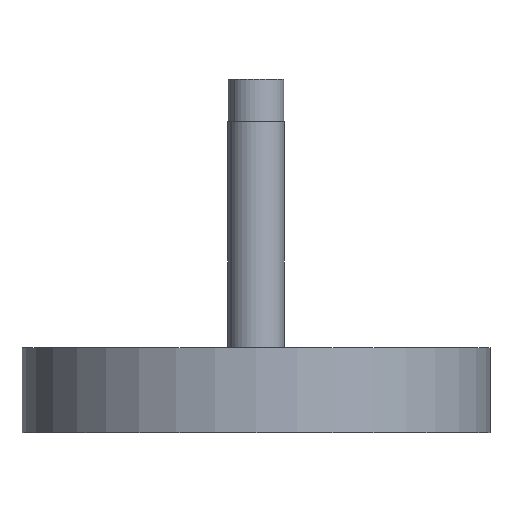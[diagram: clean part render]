
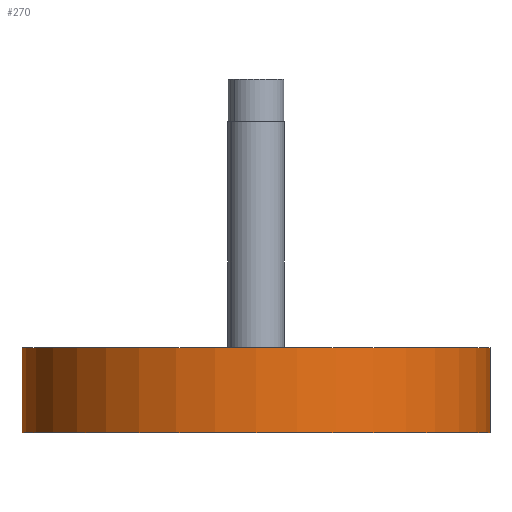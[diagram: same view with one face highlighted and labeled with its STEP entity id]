
A CAD part, front view. The second image highlights one B-rep face of the part: STEP entity #270.
In plain terms, the highlighted cylindrical face has radius 34.925 mm (diameter 69.85 mm), a partial arc.
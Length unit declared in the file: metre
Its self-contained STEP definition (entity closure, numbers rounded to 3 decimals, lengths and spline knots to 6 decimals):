
#9 = VERTEX_POINT ( 'NONE', #146 ) ;
#11 = CARTESIAN_POINT ( 'NONE',  ( 0., 0., 0. ) ) ;
#45 = ORIENTED_EDGE ( 'NONE', *, *, #1474, .F. ) ;
#46 = ORIENTED_EDGE ( 'NONE', *, *, #1405, .F. ) ;
#129 = FACE_OUTER_BOUND ( 'NONE', #652, .T. ) ;
#132 = DIRECTION ( 'NONE',  ( 1., 0., 0. ) ) ;
#146 = CARTESIAN_POINT ( 'NONE',  ( 0.034925, 0., -0.0127 ) ) ;
#186 = DIRECTION ( 'NONE',  ( 0., 0., 1. ) ) ;
#270 = ADVANCED_FACE ( 'NONE', ( #129 ), #1041, .T. ) ;
#363 = AXIS2_PLACEMENT_3D ( 'NONE', #11, #828, #132 ) ;
#434 = LINE ( 'NONE', #1540, #713 ) ;
#495 = LINE ( 'NONE', #973, #1103 ) ;
#543 = VERTEX_POINT ( 'NONE', #1394 ) ;
#561 = CARTESIAN_POINT ( 'NONE',  ( 0., 0., -0.0127 ) ) ;
#652 = EDGE_LOOP ( 'NONE', ( #45, #837, #1503, #46 ) ) ;
#694 = EDGE_CURVE ( 'NONE', #9, #1263, #434, .T. ) ;
#713 = VECTOR ( 'NONE', #1423, 1. ) ;
#789 = DIRECTION ( 'NONE',  ( 1., 0., 0. ) ) ;
#796 = DIRECTION ( 'NONE',  ( 0., 0., 1. ) ) ;
#828 = DIRECTION ( 'NONE',  ( 0., 0., 1. ) ) ;
#837 = ORIENTED_EDGE ( 'NONE', *, *, #1085, .T. ) ;
#884 = CARTESIAN_POINT ( 'NONE',  ( 0., 0., -0.0127 ) ) ;
#973 = CARTESIAN_POINT ( 'NONE',  ( -0.034925, 0., -0.0127 ) ) ;
#1009 = AXIS2_PLACEMENT_3D ( 'NONE', #561, #796, #789 ) ;
#1014 = DIRECTION ( 'NONE',  ( 1., 0., 0. ) ) ;
#1041 = CYLINDRICAL_SURFACE ( 'NONE', #1009, 0.034925 ) ;
#1068 = CIRCLE ( 'NONE', #1466, 0.034925 ) ;
#1085 = EDGE_CURVE ( 'NONE', #1280, #9, #1068, .T. ) ;
#1103 = VECTOR ( 'NONE', #1337, 1. ) ;
#1219 = CIRCLE ( 'NONE', #363, 0.034925 ) ;
#1263 = VERTEX_POINT ( 'NONE', #1535 ) ;
#1280 = VERTEX_POINT ( 'NONE', #1542 ) ;
#1337 = DIRECTION ( 'NONE',  ( 0., 0., 1. ) ) ;
#1394 = CARTESIAN_POINT ( 'NONE',  ( -0.034925, 0., 0. ) ) ;
#1405 = EDGE_CURVE ( 'NONE', #543, #1263, #1219, .T. ) ;
#1423 = DIRECTION ( 'NONE',  ( 0., 0., 1. ) ) ;
#1466 = AXIS2_PLACEMENT_3D ( 'NONE', #884, #186, #1014 ) ;
#1474 = EDGE_CURVE ( 'NONE', #1280, #543, #495, .T. ) ;
#1503 = ORIENTED_EDGE ( 'NONE', *, *, #694, .T. ) ;
#1535 = CARTESIAN_POINT ( 'NONE',  ( 0.034925, 0., 0. ) ) ;
#1540 = CARTESIAN_POINT ( 'NONE',  ( 0.034925, 0., -0.0127 ) ) ;
#1542 = CARTESIAN_POINT ( 'NONE',  ( -0.034925, 0., -0.0127 ) ) ;
